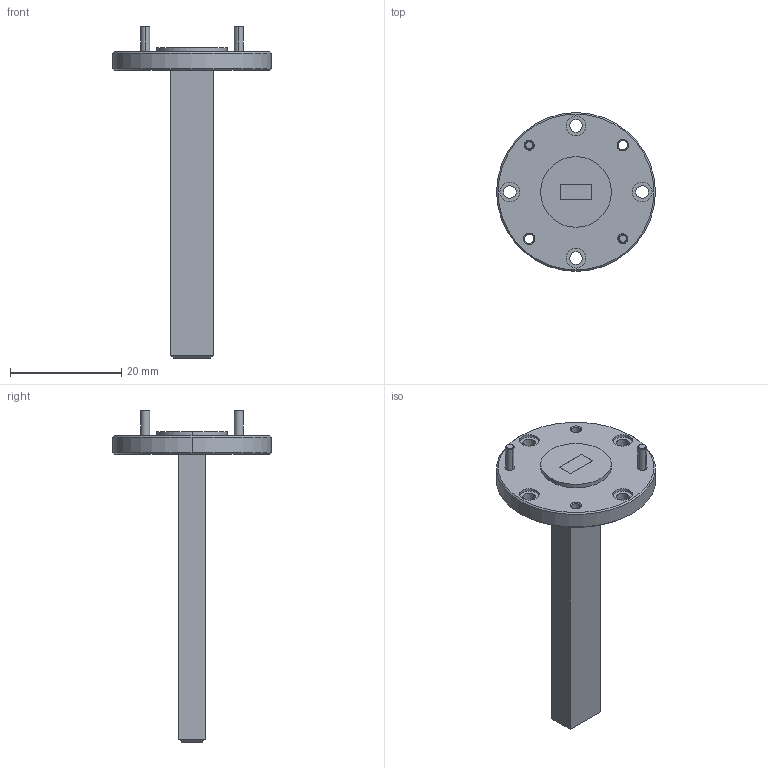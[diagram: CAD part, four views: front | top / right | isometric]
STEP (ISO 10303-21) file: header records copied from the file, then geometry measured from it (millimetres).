
FILE_DESCRIPTION (( 'STEP AP203' ), '1' );
FILE_NAME ('DMAP-22-301-1, df.STEP', '2017-06-06T16:26:14', ( '' ), ( '' ), 'SwSTEP 2.0', 'SolidWorks 2013', '' );
FILE_SCHEMA (( 'CONFIG_CONTROL_DESIGN' ));
Length unit declared in the file: inch
Products named in the file (1): DMAP-22-301-1, df
Bounding box: 28.57 x 28.57 x 59.75 mm (x, y, z)
Volume: 4081.2 mm3; surface area: 3081.8 mm2
Topology: 3 solids, 3 shells, 77 faces, 180 edges, 116 vertices
Faces by surface type: cylinder 32, plane 25, cone 20
Entity records: 2341 total; most frequent: DIRECTION 432, CARTESIAN_POINT 374, ORIENTED_EDGE 360, EDGE_CURVE 180, AXIS2_PLACEMENT_3D 174, VERTEX_POINT 116, EDGE_LOOP 100, CIRCLE 96
